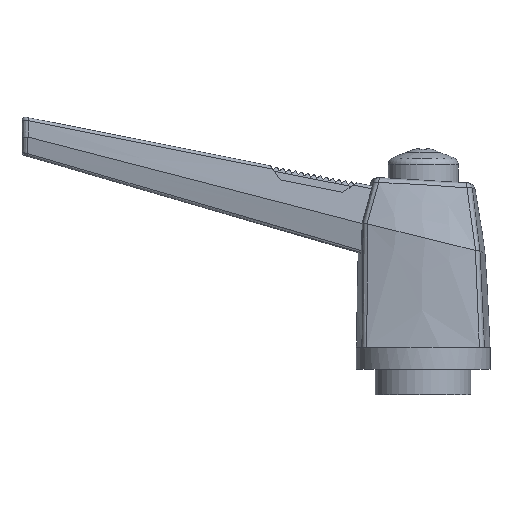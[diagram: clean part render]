
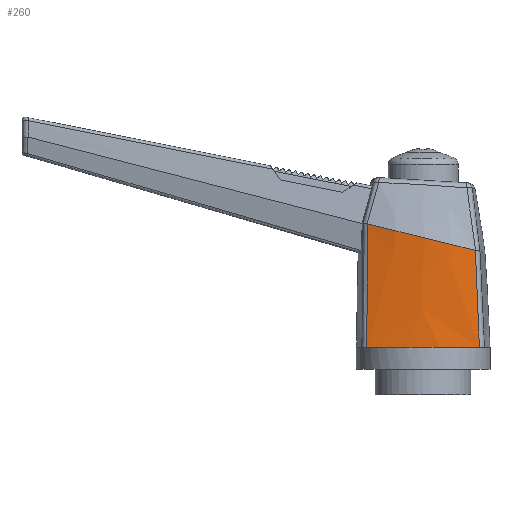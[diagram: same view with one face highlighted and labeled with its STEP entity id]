
A CAD part, front view. The second image highlights one B-rep face of the part: STEP entity #260.
In plain terms, the highlighted free-form (B-spline) face has degree [3, 3] with [6, 4] control points.
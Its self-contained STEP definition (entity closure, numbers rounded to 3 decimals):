
#260 = ADVANCED_FACE( '', ( #623 ), #624, .T. );
#623 = FACE_OUTER_BOUND( '', #2129, .T. );
#624 = B_SPLINE_SURFACE_WITH_KNOTS( '', 3, 3, ( ( #2130, #2131, #2132, #2133 ), ( #2134, #2135, #2136, #2137 ), ( #2138, #2139, #2140, #2141 ), ( #2142, #2143, #2144, #2145 ), ( #2146, #2147, #2148, #2149 ), ( #2150, #2151, #2152, #2153 ) ), .UNSPECIFIED., .F., .F., .F., ( 4, 2, 4 ), ( 4, 4 ), ( 0., 0.5, 1. ), ( 0., 1. ), .UNSPECIFIED. );
#2129 = EDGE_LOOP( '', ( #4028, #4029, #4030, #4031, #4032, #4033 ) );
#2130 = CARTESIAN_POINT( '', ( -9.476, -9.25, 0. ) );
#2131 = CARTESIAN_POINT( '', ( -9.428, -8.983, 6.495 ) );
#2132 = CARTESIAN_POINT( '', ( -9.38, -8.717, 12.99 ) );
#2133 = CARTESIAN_POINT( '', ( -9.333, -8.45, 19.486 ) );
#2134 = CARTESIAN_POINT( '', ( -6.364, -9.914, 0. ) );
#2135 = CARTESIAN_POINT( '', ( -6.392, -9.793, 6.26 ) );
#2136 = CARTESIAN_POINT( '', ( -6.42, -9.671, 12.52 ) );
#2137 = CARTESIAN_POINT( '', ( -6.449, -9.55, 18.779 ) );
#2138 = CARTESIAN_POINT( '', ( -3.182, -10.25, 0. ) );
#2139 = CARTESIAN_POINT( '', ( -3.252, -10.222, 6.01 ) );
#2140 = CARTESIAN_POINT( '', ( -3.322, -10.194, 12.02 ) );
#2141 = CARTESIAN_POINT( '', ( -3.392, -10.167, 18.031 ) );
#2142 = CARTESIAN_POINT( '', ( 3.182, -10.25, 0. ) );
#2143 = CARTESIAN_POINT( '', ( 3.04, -10.291, 5.508 ) );
#2144 = CARTESIAN_POINT( '', ( 2.897, -10.332, 11.017 ) );
#2145 = CARTESIAN_POINT( '', ( 2.755, -10.374, 16.525 ) );
#2146 = CARTESIAN_POINT( '', ( 6.364, -9.914, 0. ) );
#2147 = CARTESIAN_POINT( '', ( 6.19, -9.931, 5.256 ) );
#2148 = CARTESIAN_POINT( '', ( 6.017, -9.947, 10.513 ) );
#2149 = CARTESIAN_POINT( '', ( 5.844, -9.963, 15.769 ) );
#2150 = CARTESIAN_POINT( '', ( 9.476, -9.25, 0. ) );
#2151 = CARTESIAN_POINT( '', ( 9.248, -9.187, 5.016 ) );
#2152 = CARTESIAN_POINT( '', ( 9.02, -9.123, 10.031 ) );
#2153 = CARTESIAN_POINT( '', ( 8.792, -9.06, 15.047 ) );
#4028 = ORIENTED_EDGE( '', *, *, #5074, .F. );
#4029 = ORIENTED_EDGE( '', *, *, #5075, .T. );
#4030 = ORIENTED_EDGE( '', *, *, #5076, .T. );
#4031 = ORIENTED_EDGE( '', *, *, #5077, .T. );
#4032 = ORIENTED_EDGE( '', *, *, #5078, .T. );
#4033 = ORIENTED_EDGE( '', *, *, #5079, .T. );
#5074 = EDGE_CURVE( '', #5745, #5746, #5747, .T. );
#5075 = EDGE_CURVE( '', #5745, #5748, #5749, .T. );
#5076 = EDGE_CURVE( '', #5748, #5750, #5751, .T. );
#5077 = EDGE_CURVE( '', #5750, #5752, #5753, .T. );
#5078 = EDGE_CURVE( '', #5752, #5754, #5755, .T. );
#5079 = EDGE_CURVE( '', #5754, #5746, #5756, .T. );
#5745 = VERTEX_POINT( '', #7556 );
#5746 = VERTEX_POINT( '', #7557 );
#5747 = B_SPLINE_CURVE_WITH_KNOTS( '', 3, ( #7558, #7559, #7560, #7561, #7562, #7563, #7564, #7565, #7566, #7567 ), .UNSPECIFIED., .F., .F., ( 4, 2, 2, 2, 4 ), ( 0.032, 0.25, 0.5, 0.75, 0.967 ), .UNSPECIFIED. );
#5748 = VERTEX_POINT( '', #7568 );
#5749 = B_SPLINE_CURVE_WITH_KNOTS( '', 3, ( #7569, #7570, #7571, #7572, #7573, #7574 ), .UNSPECIFIED., .F., .F., ( 4, 2, 4 ), ( 0., 0.01, 0.019 ), .UNSPECIFIED. );
#5750 = VERTEX_POINT( '', #7575 );
#5751 = B_SPLINE_CURVE_WITH_KNOTS( '', 3, ( #7576, #7577, #7578, #7579 ), .UNSPECIFIED., .F., .F., ( 4, 4 ), ( 0.034, 0.364 ), .UNSPECIFIED. );
#5752 = VERTEX_POINT( '', #7580 );
#5753 = B_SPLINE_CURVE_WITH_KNOTS( '', 3, ( #7581, #7582, #7583, #7584, #7585, #7586 ), .UNSPECIFIED., .F., .F., ( 4, 2, 4 ), ( 0.364, 0.5, 0.636 ), .UNSPECIFIED. );
#5754 = VERTEX_POINT( '', #7587 );
#5755 = B_SPLINE_CURVE_WITH_KNOTS( '', 3, ( #7588, #7589, #7590, #7591 ), .UNSPECIFIED., .F., .F., ( 4, 4 ), ( 0.636, 0.965 ), .UNSPECIFIED. );
#5756 = B_SPLINE_CURVE_WITH_KNOTS( '', 3, ( #7592, #7593, #7594, #7595 ), .UNSPECIFIED., .F., .F., ( 4, 4 ), ( 0., 0.015 ), .UNSPECIFIED. );
#7556 = CARTESIAN_POINT( '', ( -8.781, -8.654, 19.35 ) );
#7557 = CARTESIAN_POINT( '', ( 8.209, -9.232, 15.19 ) );
#7558 = CARTESIAN_POINT( '', ( -8.781, -8.654, 19.35 ) );
#7559 = CARTESIAN_POINT( '', ( -7.512, -9.108, 19.04 ) );
#7560 = CARTESIAN_POINT( '', ( -6.217, -9.468, 18.723 ) );
#7561 = CARTESIAN_POINT( '', ( -3.385, -10.04, 18.029 ) );
#7562 = CARTESIAN_POINT( '', ( -1.859, -10.218, 17.655 ) );
#7563 = CARTESIAN_POINT( '', ( 1.222, -10.322, 16.901 ) );
#7564 = CARTESIAN_POINT( '', ( 2.756, -10.246, 16.525 ) );
#7565 = CARTESIAN_POINT( '', ( 5.612, -9.867, 15.826 ) );
#7566 = CARTESIAN_POINT( '', ( 6.92, -9.597, 15.505 ) );
#7567 = CARTESIAN_POINT( '', ( 8.209, -9.232, 15.19 ) );
#7568 = CARTESIAN_POINT( '', ( -8.83, -9.383, 0. ) );
#7569 = CARTESIAN_POINT( '', ( -8.781, -8.654, 19.35 ) );
#7570 = CARTESIAN_POINT( '', ( -8.788, -8.777, 16.125 ) );
#7571 = CARTESIAN_POINT( '', ( -8.797, -8.899, 12.9 ) );
#7572 = CARTESIAN_POINT( '', ( -8.813, -9.142, 6.45 ) );
#7573 = CARTESIAN_POINT( '', ( -8.822, -9.263, 3.225 ) );
#7574 = CARTESIAN_POINT( '', ( -8.83, -9.383, 0. ) );
#7575 = CARTESIAN_POINT( '', ( -2.588, -10.176, 0. ) );
#7576 = CARTESIAN_POINT( '', ( -8.83, -9.383, 0. ) );
#7577 = CARTESIAN_POINT( '', ( -6.771, -9.791, 0. ) );
#7578 = CARTESIAN_POINT( '', ( -4.684, -10.056, 0. ) );
#7579 = CARTESIAN_POINT( '', ( -2.588, -10.176, 0. ) );
#7580 = CARTESIAN_POINT( '', ( 2.588, -10.176, 0. ) );
#7581 = CARTESIAN_POINT( '', ( -2.588, -10.176, 0. ) );
#7582 = CARTESIAN_POINT( '', ( -1.726, -10.225, 0. ) );
#7583 = CARTESIAN_POINT( '', ( -0.863, -10.25, 0. ) );
#7584 = CARTESIAN_POINT( '', ( 0.863, -10.25, 0. ) );
#7585 = CARTESIAN_POINT( '', ( 1.726, -10.225, 0. ) );
#7586 = CARTESIAN_POINT( '', ( 2.588, -10.176, 0. ) );
#7587 = CARTESIAN_POINT( '', ( 8.83, -9.383, 0. ) );
#7588 = CARTESIAN_POINT( '', ( 2.588, -10.176, 0. ) );
#7589 = CARTESIAN_POINT( '', ( 4.683, -10.056, 0. ) );
#7590 = CARTESIAN_POINT( '', ( 6.771, -9.791, 0. ) );
#7591 = CARTESIAN_POINT( '', ( 8.83, -9.383, 0. ) );
#7592 = CARTESIAN_POINT( '', ( 8.83, -9.383, 0. ) );
#7593 = CARTESIAN_POINT( '', ( 8.622, -9.334, 5.063 ) );
#7594 = CARTESIAN_POINT( '', ( 8.415, -9.283, 10.126 ) );
#7595 = CARTESIAN_POINT( '', ( 8.209, -9.232, 15.19 ) );
